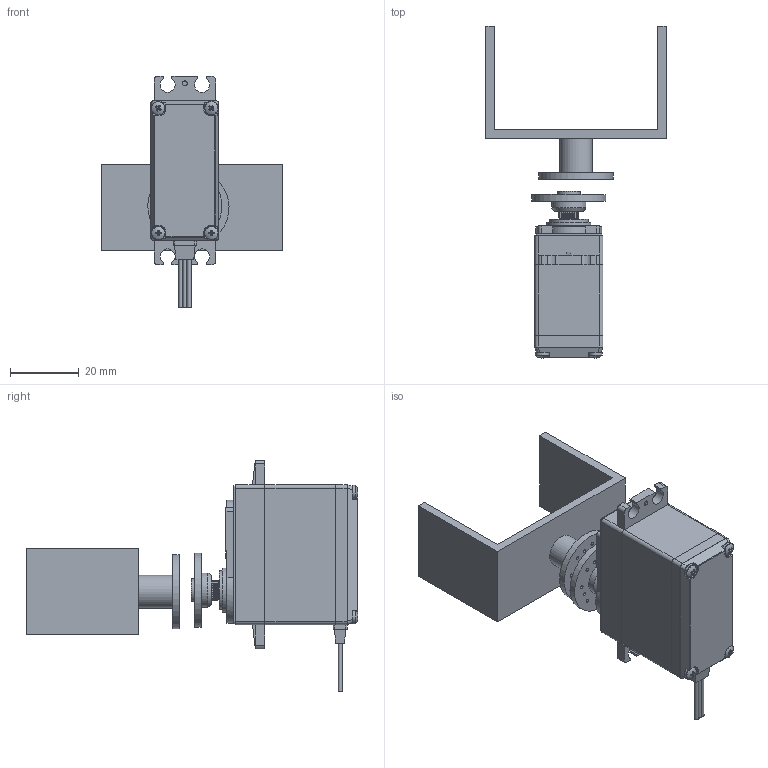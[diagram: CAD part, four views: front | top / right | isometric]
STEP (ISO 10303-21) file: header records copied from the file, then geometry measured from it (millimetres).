
FILE_DESCRIPTION(/* description */ (''),/* implementation_level */ '2;1');
FILE_NAME(/* name */ '6805bf4f-8aeb-47ad-a80d-a3fe25c84c29.zip.stp',/* time_stamp */ '2019-02-24T07:35:43+00:00',/* author */ (''),/* organization */ (''),/* preprocessor_version */ 'ST-DEVELOPER v17.2',/* originating_system */ 'Autodesk Translation Framework v7.6.0.251',/* authorisation */ '');
FILE_SCHEMA (('AUTOMOTIVE_DESIGN { 1 0 10303 214 3 1 1 }'));
Length unit declared in the file: millimetre
Products named in the file (12): TOWER PRO MG-995, ANALOG SERVO v4; TOWER PRO MG-995, ANALOG SERVO, BODY, BOTTOM; TOWER PRO MG-995, ANALOG SERVO, BODY, MIDDLE; TOWER PRO MG-995, ANALOG SERVO, BODY, TOP; TOWER PRO MG-995, ANALOG SERVO, CONNECTOR; TOWER PRO MG-995, ANALOG SERVO, CONNECTOR (1); TOWER PRO MG-995, ANALOG SERVO, CONNECTOR (2); TOWER PRO MG-995, ANALOG SERVO, CONNECTOR (3); TOWER PRO MG-995, ANALOG SERVO, SHAFT; pan cross head_am(B18.6.7M - M2 x 0.4 x 2; Acople circular v1; Component12
Assembly tree (14 placements, depth 2):
  TOWER PRO MG-995, ANALOG SERVO v4
    TOWER PRO MG-995, ANALOG SERVO, BODY, BOTTOM
    TOWER PRO MG-995, ANALOG SERVO, BODY, MIDDLE
    TOWER PRO MG-995, ANALOG SERVO, BODY, TOP
    TOWER PRO MG-995, ANALOG SERVO, CONNECTOR
    TOWER PRO MG-995, ANALOG SERVO, CONNECTOR (1)
    TOWER PRO MG-995, ANALOG SERVO, CONNECTOR (2)
    TOWER PRO MG-995, ANALOG SERVO, CONNECTOR (3)
    TOWER PRO MG-995, ANALOG SERVO, SHAFT
    pan cross head_am(B18.6.7M - M2 x 0.4 x 2  x4
    Acople circular v1
    Component12
Bounding box: 52.3 x 96.24 x 67 mm (x, y, z)
Volume: 39808.3 mm3; surface area: 19605.8 mm2
Topology: 14 solids, 14 shells, 582 faces, 1502 edges, 972 vertices
Faces by surface type: plane 341, cylinder 164, cone 53, bspline 12, torus 8, sphere 4
Full cylindrical faces by diameter (mm): 1 x24, 1.2 x3, 1.4 x2, 1.6 x1, 2 x4, 2.2 x4, 2.8 x1, 4 x4, 5.3 x1, 5.5 x1, 6 x1, 6.5 x1, 8.5 x1, 9.5 x2, 9.9 x1, 11.2 x1, 12.8 x1, 21.5 x2
Entity records: 17407 total; most frequent: CARTESIAN_POINT 3304, DIRECTION 2838, ORIENTED_EDGE 2758, EDGE_CURVE 1379, AXIS2_PLACEMENT_3D 1024, VERTEX_POINT 894, LINE 790, VECTOR 790
